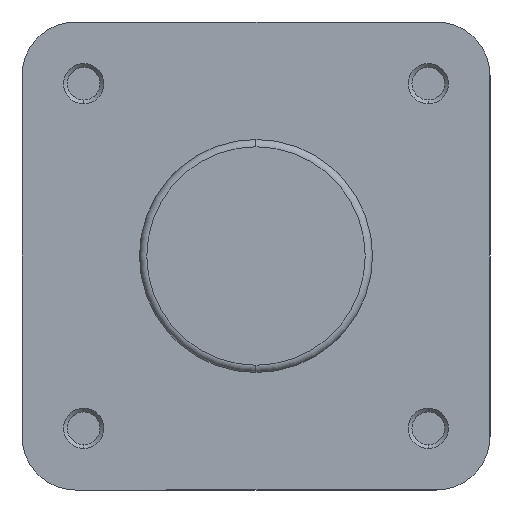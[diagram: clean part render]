
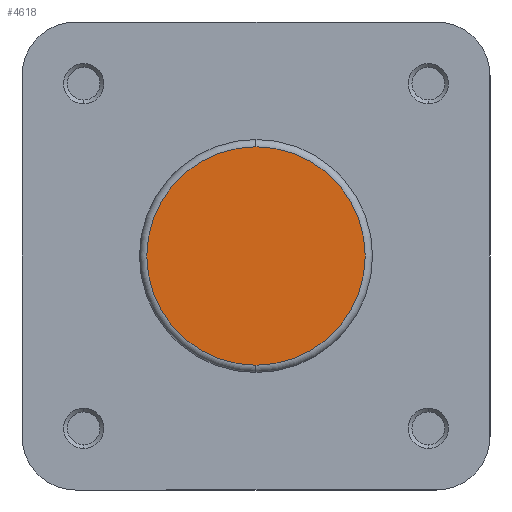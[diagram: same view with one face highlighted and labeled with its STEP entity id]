
A CAD part, left-side view. The second image highlights one B-rep face of the part: STEP entity #4618.
In plain terms, the highlighted planar face has unit normal (-1, 0, 0).
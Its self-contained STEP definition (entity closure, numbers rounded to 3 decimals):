
#32 = VERTEX_POINT ( 'NONE', #4806 ) ;
#51 = VERTEX_POINT ( 'NONE', #4974 ) ;
#1312 = CIRCLE ( 'NONE', #1886, 22.4 ) ;
#1489 = CIRCLE ( 'NONE', #1918, 22.4 ) ;
#1886 = AXIS2_PLACEMENT_3D ( 'NONE', #5761, #5769, #5770 ) ;
#1918 = AXIS2_PLACEMENT_3D ( 'NONE', #6010, #6019, #6020 ) ;
#1996 = AXIS2_PLACEMENT_3D ( 'NONE', #3616, #3624, #3625 ) ;
#2513 = EDGE_CURVE ( 'NONE', #32, #51, #1312, .T. ) ;
#2681 = EDGE_CURVE ( 'NONE', #51, #32, #1489, .T. ) ;
#2999 = FACE_OUTER_BOUND ( 'NONE', #4589, .T. ) ;
#3609 = PLANE ( 'NONE',  #1996 ) ;
#3616 = CARTESIAN_POINT ( 'NONE',  ( 0., 23.9, 0. ) ) ;
#3624 = DIRECTION ( 'NONE',  ( 1., 0., 0. ) ) ;
#3625 = DIRECTION ( 'NONE',  ( 0., 0., -1. ) ) ;
#4589 = EDGE_LOOP ( 'NONE', ( #6243, #6310 ) ) ;
#4618 = ADVANCED_FACE ( 'NONE', ( #2999 ), #3609, .F. ) ;
#4806 = CARTESIAN_POINT ( 'NONE',  ( 0., 0., 22.4 ) ) ;
#4974 = CARTESIAN_POINT ( 'NONE',  ( 0., 0., -22.4 ) ) ;
#5761 = CARTESIAN_POINT ( 'NONE',  ( 0., 0., 0. ) ) ;
#5769 = DIRECTION ( 'NONE',  ( -1., 0., 0. ) ) ;
#5770 = DIRECTION ( 'NONE',  ( 0., 0., -1. ) ) ;
#6010 = CARTESIAN_POINT ( 'NONE',  ( 0., 0., 0. ) ) ;
#6019 = DIRECTION ( 'NONE',  ( -1., 0., 0. ) ) ;
#6020 = DIRECTION ( 'NONE',  ( 0., 0., -1. ) ) ;
#6243 = ORIENTED_EDGE ( 'NONE', *, *, #2681, .T. ) ;
#6310 = ORIENTED_EDGE ( 'NONE', *, *, #2513, .T. ) ;
